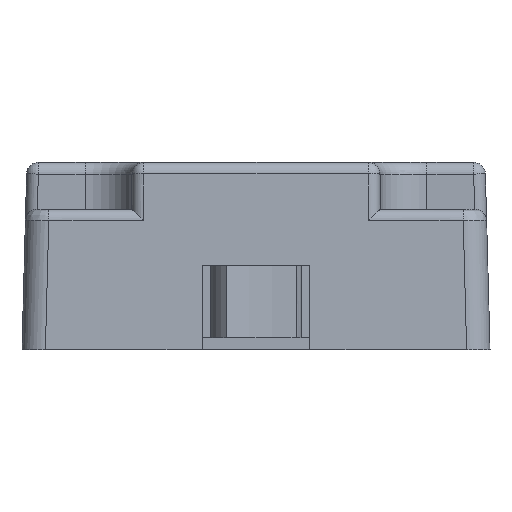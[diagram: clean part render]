
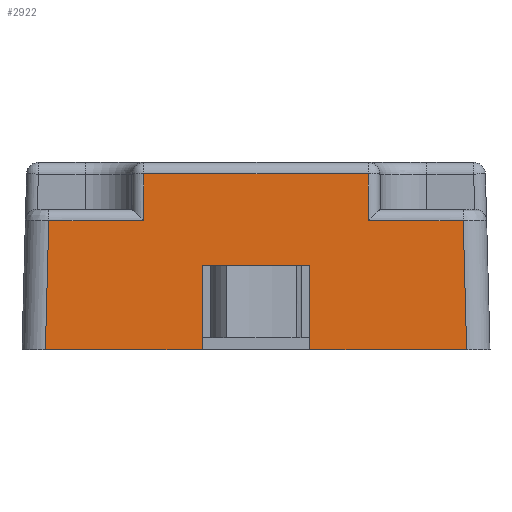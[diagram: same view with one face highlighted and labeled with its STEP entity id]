
A CAD part, left-side view. The second image highlights one B-rep face of the part: STEP entity #2922.
In plain terms, the highlighted planar face has unit normal (-1, 0, 0.026).
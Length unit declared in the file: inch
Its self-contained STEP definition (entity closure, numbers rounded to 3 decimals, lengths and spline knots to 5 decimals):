
#129=PLANE('',#3220);
#290=FACE_OUTER_BOUND('',#460,.T.);
#460=EDGE_LOOP('',(#2543,#2544,#2545,#2546,#2547,#2548,#2549,#2550,#2551,
#2552,#2553,#2554));
#675=LINE('',#5380,#937);
#677=LINE('',#5388,#939);
#678=LINE('',#5394,#940);
#680=LINE('',#5401,#942);
#693=LINE('',#5441,#955);
#717=LINE('',#5524,#979);
#721=LINE('',#5531,#983);
#723=LINE('',#5534,#985);
#729=LINE('',#5547,#991);
#730=LINE('',#5548,#992);
#731=LINE('',#5550,#993);
#732=LINE('',#5551,#994);
#937=VECTOR('',#3823,0.15968);
#939=VECTOR('',#3831,0.07877);
#940=VECTOR('',#3836,0.07877);
#942=VECTOR('',#3844,0.15968);
#955=VECTOR('',#3883,0.2172);
#979=VECTOR('',#3965,0.26379);
#983=VECTOR('',#3971,0.26379);
#985=VECTOR('',#3975,0.2172);
#991=VECTOR('',#3989,0.14178);
#992=VECTOR('',#3990,0.37795);
#993=VECTOR('',#3991,0.14178);
#994=VECTOR('',#3992,0.1811);
#1336=VERTEX_POINT('',#4981);
#1349=VERTEX_POINT('',#5305);
#1353=VERTEX_POINT('',#5378);
#1356=VERTEX_POINT('',#5386);
#1357=VERTEX_POINT('',#5390);
#1359=VERTEX_POINT('',#5393);
#1375=VERTEX_POINT('',#5440);
#1404=VERTEX_POINT('',#5521);
#1405=VERTEX_POINT('',#5523);
#1407=VERTEX_POINT('',#5530);
#1410=VERTEX_POINT('',#5546);
#1411=VERTEX_POINT('',#5549);
#1719=EDGE_CURVE('',#1336,#1353,#675,.T.);
#1723=EDGE_CURVE('',#1353,#1356,#677,.T.);
#1725=EDGE_CURVE('',#1359,#1357,#678,.T.);
#1729=EDGE_CURVE('',#1357,#1349,#680,.T.);
#1749=EDGE_CURVE('',#1375,#1336,#693,.T.);
#1790=EDGE_CURVE('',#1405,#1404,#717,.T.);
#1795=EDGE_CURVE('',#1407,#1375,#721,.T.);
#1797=EDGE_CURVE('',#1349,#1405,#723,.T.);
#1804=EDGE_CURVE('',#1407,#1410,#729,.T.);
#1805=EDGE_CURVE('',#1359,#1356,#730,.T.);
#1806=EDGE_CURVE('',#1411,#1404,#731,.T.);
#1807=EDGE_CURVE('',#1411,#1410,#732,.T.);
#2543=ORIENTED_EDGE('',*,*,#1804,.F.);
#2544=ORIENTED_EDGE('',*,*,#1795,.T.);
#2545=ORIENTED_EDGE('',*,*,#1749,.T.);
#2546=ORIENTED_EDGE('',*,*,#1719,.T.);
#2547=ORIENTED_EDGE('',*,*,#1723,.T.);
#2548=ORIENTED_EDGE('',*,*,#1805,.F.);
#2549=ORIENTED_EDGE('',*,*,#1725,.T.);
#2550=ORIENTED_EDGE('',*,*,#1729,.T.);
#2551=ORIENTED_EDGE('',*,*,#1797,.T.);
#2552=ORIENTED_EDGE('',*,*,#1790,.T.);
#2553=ORIENTED_EDGE('',*,*,#1806,.F.);
#2554=ORIENTED_EDGE('',*,*,#1807,.T.);
#2922=ADVANCED_FACE('',(#290),#129,.T.);
#3220=AXIS2_PLACEMENT_3D('',#5545,#3987,#3988);
#3823=DIRECTION('',(0.,1.,0.));
#3831=DIRECTION('',(0.026,0.,1.));
#3836=DIRECTION('',(-0.026,0.,-1.));
#3844=DIRECTION('',(0.,1.,0.));
#3883=DIRECTION('',(0.026,0.026,0.999));
#3965=DIRECTION('',(0.,-1.,0.));
#3971=DIRECTION('',(0.,-1.,0.));
#3975=DIRECTION('',(-0.026,0.026,-0.999));
#3987=DIRECTION('center_axis',(-1.,0.,0.026));
#3988=DIRECTION('ref_axis',(0.026,0.,1.));
#3989=DIRECTION('',(0.026,0.,1.));
#3990=DIRECTION('',(0.,-1.,0.));
#3991=DIRECTION('',(-0.026,0.,-1.));
#3992=DIRECTION('',(0.,-1.,0.));
#4981=CARTESIAN_POINT('',(-0.78172,-0.34866,0.21705));
#5305=CARTESIAN_POINT('',(-0.78172,0.34866,0.21705));
#5378=CARTESIAN_POINT('',(-0.78172,-0.18898,0.21705));
#5380=CARTESIAN_POINT('',(-0.78172,-0.34866,0.21705));
#5386=CARTESIAN_POINT('',(-0.77966,-0.18898,0.29579));
#5388=CARTESIAN_POINT('',(-0.78172,-0.18898,0.21705));
#5390=CARTESIAN_POINT('',(-0.78172,0.18898,0.21705));
#5393=CARTESIAN_POINT('',(-0.77966,0.18898,0.29579));
#5394=CARTESIAN_POINT('',(-0.77966,0.18898,0.29579));
#5401=CARTESIAN_POINT('',(-0.78172,0.18898,0.21705));
#5440=CARTESIAN_POINT('',(-0.7874,-0.35434,0.));
#5441=CARTESIAN_POINT('',(-0.7874,-0.35434,0.));
#5521=CARTESIAN_POINT('',(-0.7874,0.09055,0.));
#5523=CARTESIAN_POINT('',(-0.7874,0.35434,0.));
#5524=CARTESIAN_POINT('',(-0.7874,0.35434,0.));
#5530=CARTESIAN_POINT('',(-0.7874,-0.09055,0.));
#5531=CARTESIAN_POINT('',(-0.7874,-0.09055,0.));
#5534=CARTESIAN_POINT('',(-0.78172,0.34866,0.21705));
#5545=CARTESIAN_POINT('Origin',(-0.7874,0.45631,0.));
#5546=CARTESIAN_POINT('',(-0.78369,-0.09055,0.14173));
#5547=CARTESIAN_POINT('',(-0.7874,-0.09055,0.));
#5548=CARTESIAN_POINT('',(-0.77966,0.18898,0.29579));
#5549=CARTESIAN_POINT('',(-0.78369,0.09055,0.14173));
#5550=CARTESIAN_POINT('',(-0.78369,0.09055,0.14173));
#5551=CARTESIAN_POINT('',(-0.78369,0.09055,0.14173));
